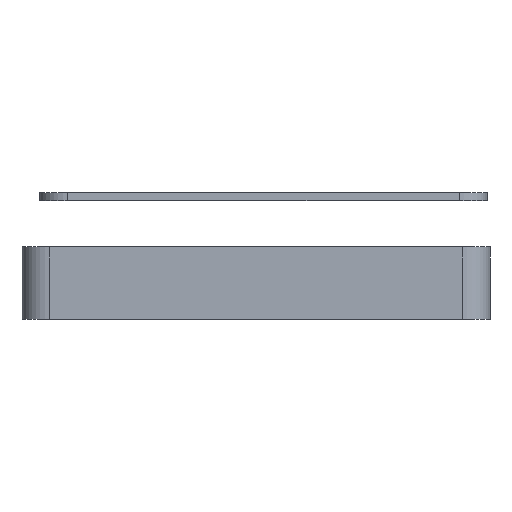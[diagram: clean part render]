
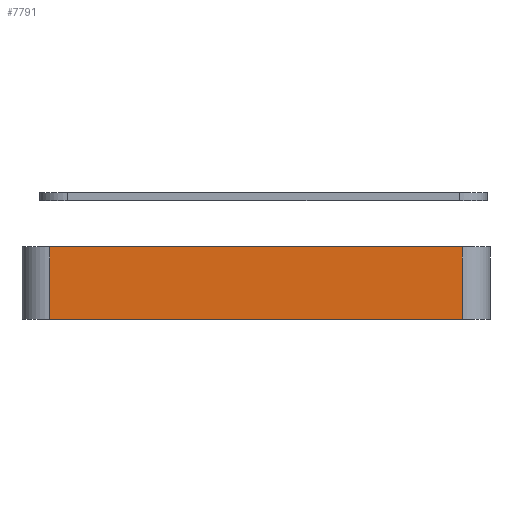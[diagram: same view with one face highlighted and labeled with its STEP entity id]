
A CAD part, left-side view. The second image highlights one B-rep face of the part: STEP entity #7791.
In plain terms, the highlighted planar face has unit normal (-1, 0, 0).
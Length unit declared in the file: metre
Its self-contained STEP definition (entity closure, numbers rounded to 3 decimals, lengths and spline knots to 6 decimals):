
#530=LINE('',#11115,#1140);
#579=LINE('',#11496,#1189);
#602=LINE('',#11542,#1212);
#603=LINE('',#11543,#1213);
#1140=VECTOR('',#9182,1.);
#1189=VECTOR('',#9291,1.);
#1212=VECTOR('',#9326,1.);
#1213=VECTOR('',#9327,1.);
#1742=PLANE('',#8453);
#2419=ORIENTED_EDGE('',*,*,#4431,.T.);
#2420=ORIENTED_EDGE('',*,*,#4590,.T.);
#2421=ORIENTED_EDGE('',*,*,#4565,.F.);
#2422=ORIENTED_EDGE('',*,*,#4591,.T.);
#4431=EDGE_CURVE('',#5568,#5567,#530,.T.);
#4565=EDGE_CURVE('',#5701,#5702,#579,.T.);
#4590=EDGE_CURVE('',#5567,#5702,#602,.F.);
#4591=EDGE_CURVE('',#5701,#5568,#603,.T.);
#5567=VERTEX_POINT('',#11114);
#5568=VERTEX_POINT('',#11116);
#5701=VERTEX_POINT('',#11495);
#5702=VERTEX_POINT('',#11497);
#6580=EDGE_LOOP('',(#2419,#2420,#2421,#2422));
#7200=FACE_BOUND('',#6580,.T.);
#7791=ADVANCED_FACE('',(#7200),#1742,.F.);
#8453=AXIS2_PLACEMENT_3D('',#11541,#9324,#9325);
#9182=DIRECTION('',(0.,-1.,0.));
#9291=DIRECTION('',(0.,-1.,0.));
#9324=DIRECTION('',(1.,0.,0.));
#9325=DIRECTION('',(0.,0.,-1.));
#9326=DIRECTION('',(0.,0.,-1.));
#9327=DIRECTION('',(0.,0.,-1.));
#11114=CARTESIAN_POINT('',(-0.04015,-0.037,0.));
#11115=CARTESIAN_POINT('',(-0.04015,0.,0.));
#11116=CARTESIAN_POINT('',(-0.04015,0.037,0.));
#11495=CARTESIAN_POINT('',(-0.04015,0.037,0.013));
#11496=CARTESIAN_POINT('',(-0.04015,0.,0.013));
#11497=CARTESIAN_POINT('',(-0.04015,-0.037,0.013));
#11541=CARTESIAN_POINT('',(-0.04015,0.,0.013));
#11542=CARTESIAN_POINT('',(-0.04015,-0.037,0.013));
#11543=CARTESIAN_POINT('',(-0.04015,0.037,0.013));
